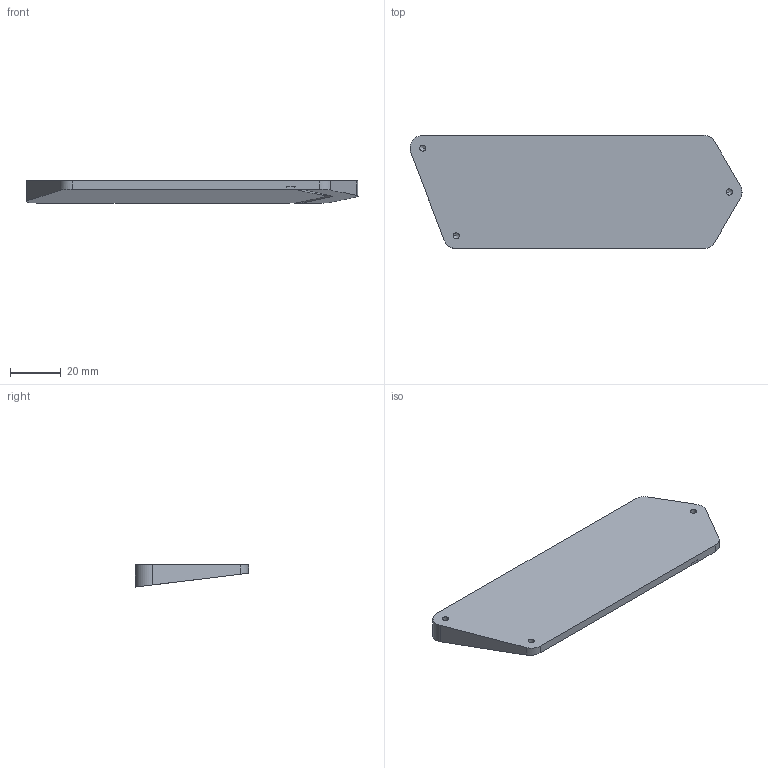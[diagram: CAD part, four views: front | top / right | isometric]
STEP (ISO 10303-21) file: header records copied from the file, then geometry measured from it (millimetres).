
FILE_DESCRIPTION (( 'STEP AP203' ), '1' );
FILE_NAME ('衵忒饜笭.STEP', '2019-11-29T13:34:13', ( '' ), ( '' ), 'SwSTEP 2.0', 'SolidWorks 2018', '' );
FILE_SCHEMA (( 'CONFIG_CONTROL_DESIGN' ));
Length unit declared in the file: millimetre
Products named in the file (1): 衵忒饜笭
Bounding box: 130.44 x 44.43 x 8.7 mm (x, y, z)
Volume: 31518 mm3; surface area: 12616.3 mm2
Topology: 1 solids, 1 shells, 37 faces, 97 edges, 59 vertices
Faces by surface type: plane 14, cylinder 12, cone 6, bspline 5
Entity records: 1227 total; most frequent: CARTESIAN_POINT 280, ORIENTED_EDGE 182, DIRECTION 179, EDGE_CURVE 91, AXIS2_PLACEMENT_3D 62, VERTEX_POINT 59, LINE 55, VECTOR 55
